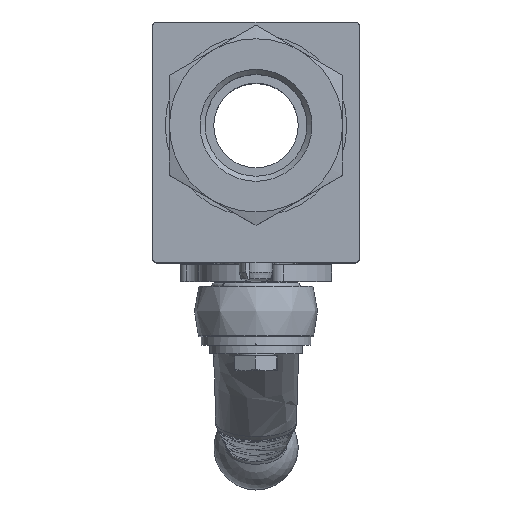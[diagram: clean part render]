
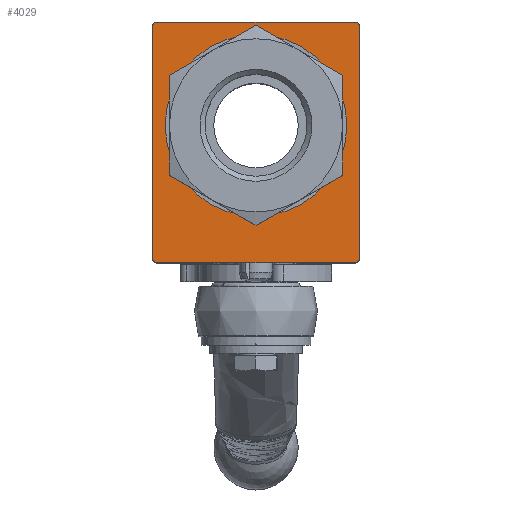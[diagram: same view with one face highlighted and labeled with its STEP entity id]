
A CAD part, top view. The second image highlights one B-rep face of the part: STEP entity #4029.
In plain terms, the highlighted planar face has unit normal (0, 0, 1).
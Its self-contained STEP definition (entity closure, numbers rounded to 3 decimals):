
#65=FACE_BOUND('',#593,.T.);
#366=FACE_OUTER_BOUND('',#592,.T.);
#592=EDGE_LOOP('',(#3304,#3305,#3306,#3307,#3308,#3309,#3310,#3311));
#593=EDGE_LOOP('',(#3312,#3313));
#851=CIRCLE('',#4416,21.5);
#852=CIRCLE('',#4417,21.5);
#853=CIRCLE('',#4419,1.);
#858=CIRCLE('',#4427,1.);
#859=CIRCLE('',#4430,1.);
#860=CIRCLE('',#4432,1.);
#1102=LINE('',#7892,#1354);
#1111=LINE('',#7936,#1363);
#1116=LINE('',#7953,#1368);
#1118=LINE('',#7961,#1370);
#1354=VECTOR('',#5329,10.);
#1363=VECTOR('',#5374,10.);
#1368=VECTOR('',#5393,10.);
#1370=VECTOR('',#5405,10.);
#1704=VERTEX_POINT('',#7888);
#1706=VERTEX_POINT('',#7891);
#1716=VERTEX_POINT('',#7917);
#1717=VERTEX_POINT('',#7918);
#1718=VERTEX_POINT('',#7923);
#1719=VERTEX_POINT('',#7924);
#1723=VERTEX_POINT('',#7934);
#1727=VERTEX_POINT('',#7947);
#1728=VERTEX_POINT('',#7951);
#1729=VERTEX_POINT('',#7955);
#2236=EDGE_CURVE('',#1704,#1706,#1102,.T.);
#2248=EDGE_CURVE('',#1716,#1717,#851,.T.);
#2249=EDGE_CURVE('',#1717,#1716,#852,.T.);
#2251=EDGE_CURVE('',#1718,#1719,#853,.T.);
#2257=EDGE_CURVE('',#1723,#1718,#1111,.T.);
#2263=EDGE_CURVE('',#1727,#1723,#858,.T.);
#2266=EDGE_CURVE('',#1728,#1727,#1116,.T.);
#2267=EDGE_CURVE('',#1729,#1704,#859,.T.);
#2269=EDGE_CURVE('',#1706,#1728,#860,.T.);
#2270=EDGE_CURVE('',#1719,#1729,#1118,.T.);
#3304=ORIENTED_EDGE('',*,*,#2251,.F.);
#3305=ORIENTED_EDGE('',*,*,#2257,.F.);
#3306=ORIENTED_EDGE('',*,*,#2263,.F.);
#3307=ORIENTED_EDGE('',*,*,#2266,.F.);
#3308=ORIENTED_EDGE('',*,*,#2269,.F.);
#3309=ORIENTED_EDGE('',*,*,#2236,.F.);
#3310=ORIENTED_EDGE('',*,*,#2267,.F.);
#3311=ORIENTED_EDGE('',*,*,#2270,.F.);
#3312=ORIENTED_EDGE('',*,*,#2248,.T.);
#3313=ORIENTED_EDGE('',*,*,#2249,.T.);
#3642=PLANE('',#4434);
#4029=ADVANCED_FACE('',(#366,#65),#3642,.T.);
#4416=AXIS2_PLACEMENT_3D('',#7919,#5357,#5358);
#4417=AXIS2_PLACEMENT_3D('',#7920,#5359,#5360);
#4419=AXIS2_PLACEMENT_3D('',#7925,#5364,#5365);
#4427=AXIS2_PLACEMENT_3D('',#7948,#5387,#5388);
#4430=AXIS2_PLACEMENT_3D('',#7956,#5396,#5397);
#4432=AXIS2_PLACEMENT_3D('',#7959,#5401,#5402);
#4434=AXIS2_PLACEMENT_3D('',#7962,#5406,#5407);
#5329=DIRECTION('',(-1.,0.,0.));
#5357=DIRECTION('center_axis',(0.,0.,-1.));
#5358=DIRECTION('ref_axis',(1.,0.,0.));
#5359=DIRECTION('center_axis',(0.,0.,-1.));
#5360=DIRECTION('ref_axis',(1.,0.,0.));
#5364=DIRECTION('center_axis',(0.,0.,-1.));
#5365=DIRECTION('ref_axis',(0.707,0.707,0.));
#5374=DIRECTION('',(1.,0.,0.));
#5387=DIRECTION('center_axis',(0.,0.,-1.));
#5388=DIRECTION('ref_axis',(-0.707,0.707,0.));
#5393=DIRECTION('',(0.,1.,0.));
#5396=DIRECTION('center_axis',(0.,0.,-1.));
#5397=DIRECTION('ref_axis',(0.707,-0.707,0.));
#5401=DIRECTION('center_axis',(0.,0.,-1.));
#5402=DIRECTION('ref_axis',(-0.707,-0.707,0.));
#5405=DIRECTION('',(0.,-1.,0.));
#5406=DIRECTION('center_axis',(0.,0.,1.));
#5407=DIRECTION('ref_axis',(1.,0.,0.));
#7888=CARTESIAN_POINT('',(23.5,-32.5,31.));
#7891=CARTESIAN_POINT('',(-23.5,-32.5,31.));
#7892=CARTESIAN_POINT('',(-24.5,-32.5,31.));
#7917=CARTESIAN_POINT('',(21.5,0.,31.));
#7918=CARTESIAN_POINT('',(-21.5,0.,31.));
#7919=CARTESIAN_POINT('Origin',(0.,0.,31.));
#7920=CARTESIAN_POINT('Origin',(0.,0.,31.));
#7923=CARTESIAN_POINT('',(23.5,24.5,31.));
#7924=CARTESIAN_POINT('',(24.5,23.5,31.));
#7925=CARTESIAN_POINT('Origin',(23.5,23.5,31.));
#7934=CARTESIAN_POINT('',(-23.5,24.5,31.));
#7936=CARTESIAN_POINT('',(24.5,24.5,31.));
#7947=CARTESIAN_POINT('',(-24.5,23.5,31.));
#7948=CARTESIAN_POINT('Origin',(-23.5,23.5,31.));
#7951=CARTESIAN_POINT('',(-24.5,-31.5,31.));
#7953=CARTESIAN_POINT('',(-24.5,24.5,31.));
#7955=CARTESIAN_POINT('',(24.5,-31.5,31.));
#7956=CARTESIAN_POINT('Origin',(23.5,-31.5,31.));
#7959=CARTESIAN_POINT('Origin',(-23.5,-31.5,31.));
#7961=CARTESIAN_POINT('',(24.5,-32.5,31.));
#7962=CARTESIAN_POINT('Origin',(0.,-4.,31.));
